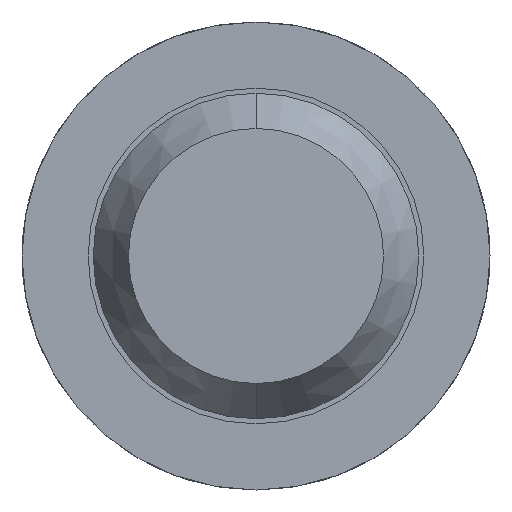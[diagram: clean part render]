
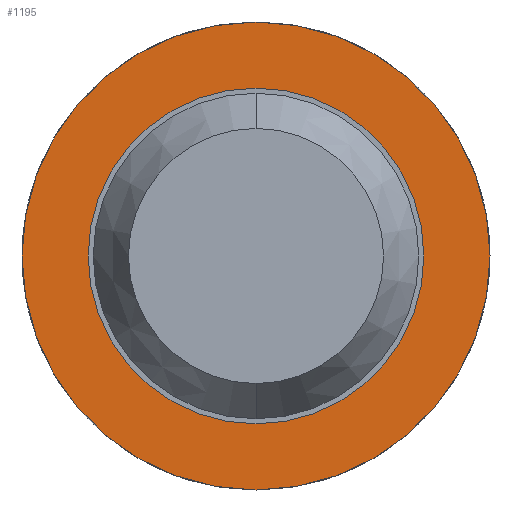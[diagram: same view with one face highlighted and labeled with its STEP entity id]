
A CAD part, front view. The second image highlights one B-rep face of the part: STEP entity #1195.
In plain terms, the highlighted planar face has unit normal (0, -1, 0).
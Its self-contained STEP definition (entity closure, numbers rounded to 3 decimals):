
#104 = ORIENTED_EDGE ( 'NONE', *, *, #1208, .F. ) ;
#143 = ORIENTED_EDGE ( 'NONE', *, *, #3997, .T. ) ;
#162 = AXIS2_PLACEMENT_3D ( 'NONE', #773, #3979, #2068 ) ;
#282 = AXIS2_PLACEMENT_3D ( 'NONE', #2158, #539, #3069 ) ;
#433 = DIRECTION ( 'NONE',  ( 0., 0., 1. ) ) ;
#539 = DIRECTION ( 'NONE',  ( 0., 1., 0. ) ) ;
#629 = DIRECTION ( 'NONE',  ( 0., 1., 0. ) ) ;
#768 = AXIS2_PLACEMENT_3D ( 'NONE', #833, #3336, #433 ) ;
#773 = CARTESIAN_POINT ( 'NONE',  ( 0., -2., 0. ) ) ;
#809 = EDGE_CURVE ( 'Defeature ausgef�hrt2_12+Defeature ausgef�hrt2_11+Defeature ausgef�hrt2_11+Defeature ausgef�hrt2_11', #2984, #2834, #3535, .T. ) ;
#812 = FACE_BOUND ( 'NONE', #4092, .T. ) ;
#831 = CIRCLE ( 'NONE', #3865, 1.15 ) ;
#833 = CARTESIAN_POINT ( 'NONE',  ( 0.825, -2., 0. ) ) ;
#942 = CARTESIAN_POINT ( 'NONE',  ( 0., -2., 0. ) ) ;
#1022 = CARTESIAN_POINT ( 'NONE',  ( 0., -2., 0.825 ) ) ;
#1195 = ADVANCED_FACE ( 'Defeature ausgef�hrt2_12', ( #4021, #812 ), #3753, .F. ) ;
#1208 = EDGE_CURVE ( 'Defeature ausgef�hrt2_3+Defeature ausgef�hrt2_12+Defeature ausgef�hrt2_12+Defeature ausgef�hrt2_12', #3798, #2371, #1720, .T. ) ;
#1710 = CARTESIAN_POINT ( 'NONE',  ( 0., -2., -1.15 ) ) ;
#1720 = CIRCLE ( 'NONE', #162, 1.15 ) ;
#1878 = CARTESIAN_POINT ( 'NONE',  ( 0., -2., 1.15 ) ) ;
#2065 = AXIS2_PLACEMENT_3D ( 'NONE', #942, #2940, #3879 ) ;
#2068 = DIRECTION ( 'NONE',  ( 0., 0., 1. ) ) ;
#2158 = CARTESIAN_POINT ( 'NONE',  ( 0., -2., 0. ) ) ;
#2371 = VERTEX_POINT ( 'NONE', #1710 ) ;
#2618 = CARTESIAN_POINT ( 'NONE',  ( 0., -2., 0. ) ) ;
#2697 = ORIENTED_EDGE ( 'NONE', *, *, #809, .T. ) ;
#2834 = VERTEX_POINT ( 'NONE', #3590 ) ;
#2842 = EDGE_CURVE ( 'Defeature ausgef�hrt2_3+Defeature ausgef�hrt2_12+Defeature ausgef�hrt2_12+Defeature ausgef�hrt2_12', #2371, #3798, #831, .T. ) ;
#2940 = DIRECTION ( 'NONE',  ( 0., 1., 0. ) ) ;
#2984 = VERTEX_POINT ( 'NONE', #1022 ) ;
#3069 = DIRECTION ( 'NONE',  ( 0., 0., 1. ) ) ;
#3167 = EDGE_LOOP ( 'NONE', ( #104, #3680 ) ) ;
#3336 = DIRECTION ( 'NONE',  ( 0., 1., 0. ) ) ;
#3535 = CIRCLE ( 'NONE', #282, 0.825 ) ;
#3546 = CIRCLE ( 'NONE', #2065, 0.825 ) ;
#3590 = CARTESIAN_POINT ( 'NONE',  ( 0., -2., -0.825 ) ) ;
#3680 = ORIENTED_EDGE ( 'NONE', *, *, #2842, .F. ) ;
#3753 = PLANE ( 'NONE',  #768 ) ;
#3798 = VERTEX_POINT ( 'NONE', #1878 ) ;
#3836 = DIRECTION ( 'NONE',  ( 0., 0., 1. ) ) ;
#3865 = AXIS2_PLACEMENT_3D ( 'NONE', #2618, #629, #3836 ) ;
#3879 = DIRECTION ( 'NONE',  ( 0., 0., 1. ) ) ;
#3979 = DIRECTION ( 'NONE',  ( 0., 1., 0. ) ) ;
#3997 = EDGE_CURVE ( 'Defeature ausgef�hrt2_12+Defeature ausgef�hrt2_11+Defeature ausgef�hrt2_11+Defeature ausgef�hrt2_11', #2834, #2984, #3546, .T. ) ;
#4021 = FACE_OUTER_BOUND ( 'NONE', #3167, .T. ) ;
#4092 = EDGE_LOOP ( 'NONE', ( #2697, #143 ) ) ;
